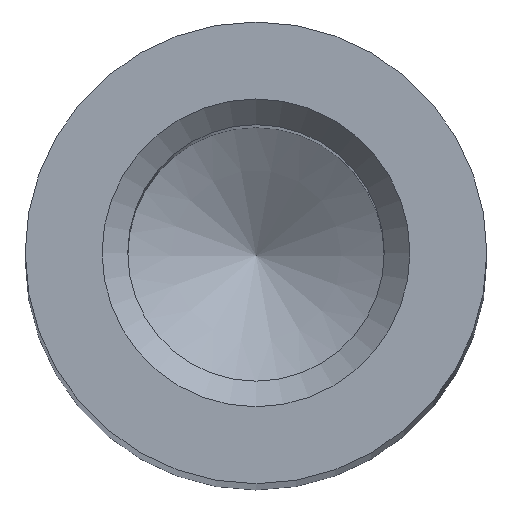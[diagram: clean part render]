
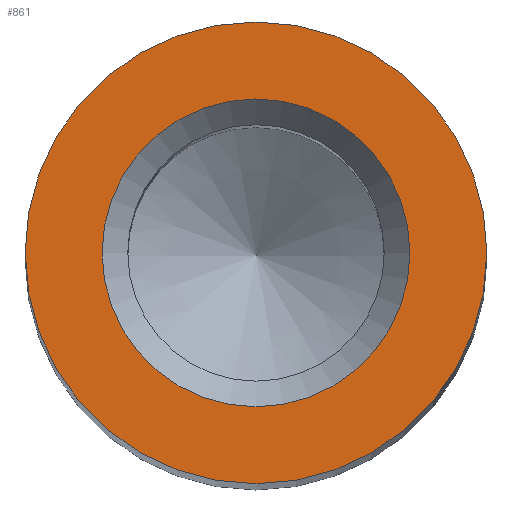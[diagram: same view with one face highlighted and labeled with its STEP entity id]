
A CAD part, top view. The second image highlights one B-rep face of the part: STEP entity #861.
In plain terms, the highlighted planar face has unit normal (0, 0, 1).
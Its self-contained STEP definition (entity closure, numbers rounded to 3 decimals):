
#43 = DIRECTION ( 'NONE',  ( 1., 0., 0. ) ) ;
#638 = CARTESIAN_POINT ( 'NONE',  ( 4.5, 0., 35. ) ) ;
#861 = ADVANCED_FACE ( 'NONE', ( #1369, #5445 ), #11254, .T. ) ;
#1369 = FACE_BOUND ( 'NONE', #12934, .T. ) ;
#1718 = VERTEX_POINT ( 'NONE', #9484 ) ;
#2472 = CIRCLE ( 'NONE', #6955, 3. ) ;
#3759 = DIRECTION ( 'NONE',  ( 0., 0., -1. ) ) ;
#3873 = EDGE_CURVE ( 'NONE', #10228, #10228, #12624, .T. ) ;
#4778 = CARTESIAN_POINT ( 'NONE',  ( 0., 0., 35. ) ) ;
#5445 = FACE_OUTER_BOUND ( 'NONE', #11465, .T. ) ;
#5459 = DIRECTION ( 'NONE',  ( 0., 0., 1. ) ) ;
#6162 = AXIS2_PLACEMENT_3D ( 'NONE', #6512, #5459, #43 ) ;
#6512 = CARTESIAN_POINT ( 'NONE',  ( 0., 0., 35. ) ) ;
#6955 = AXIS2_PLACEMENT_3D ( 'NONE', #10099, #3759, #10188 ) ;
#9054 = ORIENTED_EDGE ( 'NONE', *, *, #10703, .T. ) ;
#9069 = DIRECTION ( 'NONE',  ( 1., 0., 0. ) ) ;
#9159 = AXIS2_PLACEMENT_3D ( 'NONE', #4778, #13418, #9069 ) ;
#9484 = CARTESIAN_POINT ( 'NONE',  ( 3., 0., 35. ) ) ;
#10099 = CARTESIAN_POINT ( 'NONE',  ( 0., 0., 35. ) ) ;
#10188 = DIRECTION ( 'NONE',  ( 1., 0., 0. ) ) ;
#10228 = VERTEX_POINT ( 'NONE', #638 ) ;
#10703 = EDGE_CURVE ( 'NONE', #1718, #1718, #2472, .T. ) ;
#11254 = PLANE ( 'NONE',  #9159 ) ;
#11465 = EDGE_LOOP ( 'NONE', ( #11569 ) ) ;
#11569 = ORIENTED_EDGE ( 'NONE', *, *, #3873, .T. ) ;
#12624 = CIRCLE ( 'NONE', #6162, 4.5 ) ;
#12934 = EDGE_LOOP ( 'NONE', ( #9054 ) ) ;
#13418 = DIRECTION ( 'NONE',  ( 0., 0., 1. ) ) ;
